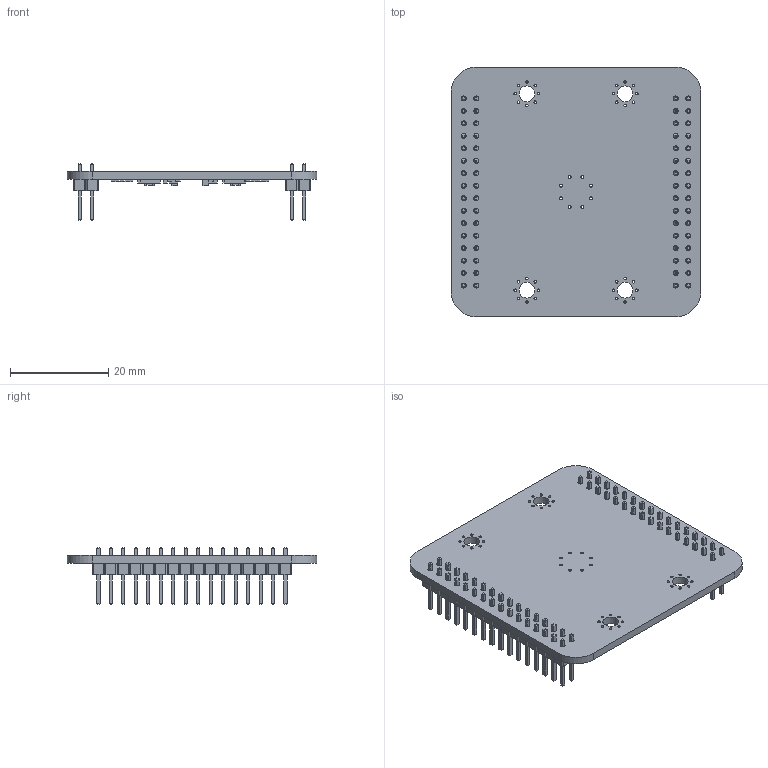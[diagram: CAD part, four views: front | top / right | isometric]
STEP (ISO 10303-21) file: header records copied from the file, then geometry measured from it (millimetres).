
FILE_DESCRIPTION(('KiCad electronic assembly'),'2;1');
FILE_NAME('levitas_daughterboard.step','2025-01-17T12:17:34',('Pcbnew'), ('Kicad'),'Open CASCADE STEP processor 7.6','KiCad to STEP converter', 'Unknown');
FILE_SCHEMA(('AUTOMOTIVE_DESIGN { 1 0 10303 214 1 1 1 1 }'));
Length unit declared in the file: millimetre
Products named in the file (14): levitas_daughterboard 1; PinHeader_1x16_P2.54mm_Vertical; PinHeader_1x16_P254mm_Vertical; R_0603_1608Metric; fdc2112; C_0603_1608Metric; C_0805_2012Metric; L_0603_1608Metric; levitas_daughterboard_PCB
Assembly tree (43 placements, depth 3):
  levitas_daughterboard 1
    PinHeader_1x16_P2.54mm_Vertical  x4
      PinHeader_1x16_P254mm_Vertical
    R_0603_1608Metric  x16
      R_0603_1608Metric
    fdc2112  x4
      fdc2112
    C_0603_1608Metric  x4
      C_0603_1608Metric
    C_0805_2012Metric  x4
      C_0805_2012Metric
    L_0603_1608Metric  x4
      L_0603_1608Metric
    levitas_daughterboard_PCB
Bounding box: 50.8 x 50.8 x 11.54 mm (x, y, z)
Volume: 5289.6 mm3; surface area: 9284.4 mm2
Topology: 37 solids, 37 shells, 2446 faces, 6084 edges, 3864 vertices
Faces by surface type: plane 2062, cylinder 384
Full cylindrical faces by diameter (mm): 0.5 x32, 0.6 x8, 1 x64, 3.2 x4
Entity records: 22869 total; most frequent: CARTESIAN_POINT 3252, DIRECTION 3222, ORIENTED_EDGE 3156, EDGE_CURVE 1578, LINE 1266, VECTOR 1266, VERTEX_POINT 1008, AXIS2_PLACEMENT_3D 978
